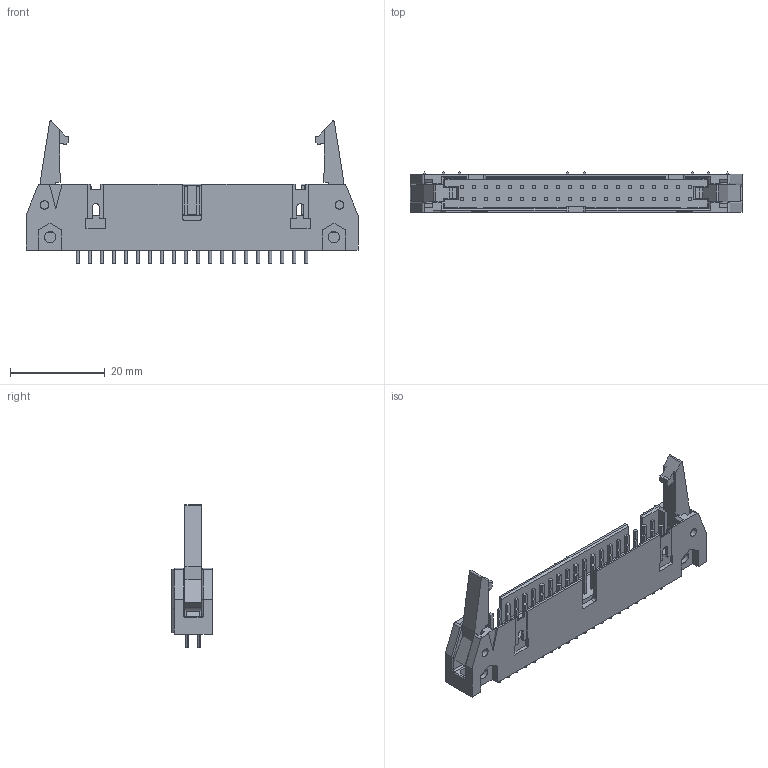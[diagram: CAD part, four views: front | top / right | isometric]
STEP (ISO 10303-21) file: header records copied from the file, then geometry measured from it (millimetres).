
FILE_DESCRIPTION(('STEP AP242'),'1');
FILE_NAME('5499206-9.stp','2022-09-30T05:55:04',('TraceParts'),('TraceParts S.A.'),'Spatial InterOp 3D',' ',' ');
FILE_SCHEMA(('AP242_MANAGED_MODEL_BASED_3D_ENGINEERING_MIM_LF {1 0 10303 442 1 1 4}'));
Length unit declared in the file: millimetre
Products named in the file (1): 5499206-9_1
Bounding box: 70.1 x 8.53 x 30.12 mm (x, y, z)
Volume: 5268.8 mm3; surface area: 5893.2 mm2
Topology: 3 solids, 3 shells, 612 faces, 1544 edges, 1020 vertices
Faces by surface type: plane 451, cylinder 157, torus 4
Entity records: 18383 total; most frequent: CARTESIAN_POINT 3301, ORIENTED_EDGE 3088, DIRECTION 3064, EDGE_CURVE 1544, LINE 1222, VECTOR 1222, VERTEX_POINT 1020, AXIS2_PLACEMENT_3D 921
